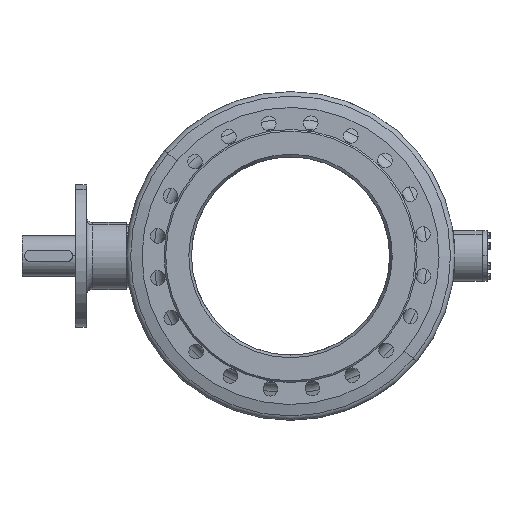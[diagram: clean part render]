
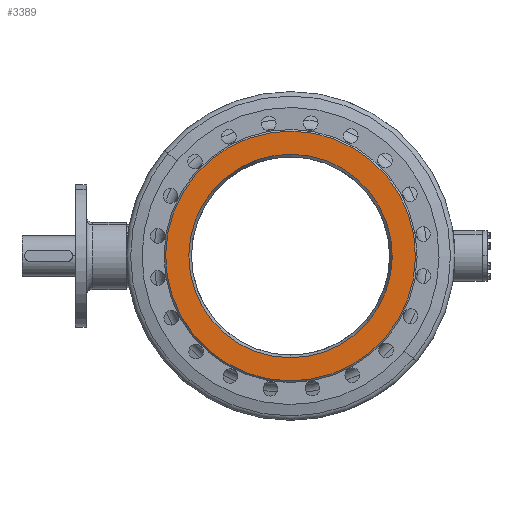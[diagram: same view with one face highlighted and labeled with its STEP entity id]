
A CAD part, left-side view. The second image highlights one B-rep face of the part: STEP entity #3389.
In plain terms, the highlighted face is planar.
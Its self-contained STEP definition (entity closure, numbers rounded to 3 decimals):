
#225 = DIRECTION ( 'NONE',  ( 0., 0., 1. ) ) ;
#489 = CARTESIAN_POINT ( 'NONE',  ( 250., 0., 58. ) ) ;
#716 = EDGE_LOOP ( 'NONE', ( #4455, #8963 ) ) ;
#1256 = CIRCLE ( 'NONE', #11770, 307. ) ;
#1489 = CARTESIAN_POINT ( 'NONE',  ( 0., 0., 58. ) ) ;
#1562 = ORIENTED_EDGE ( 'NONE', *, *, #6270, .T. ) ;
#1737 = CARTESIAN_POINT ( 'NONE',  ( 0., 0., 58. ) ) ;
#2088 = ORIENTED_EDGE ( 'NONE', *, *, #3711, .T. ) ;
#2607 = AXIS2_PLACEMENT_3D ( 'NONE', #1737, #7615, #11551 ) ;
#2737 = AXIS2_PLACEMENT_3D ( 'NONE', #9833, #11893, #10928 ) ;
#3389 = ADVANCED_FACE ( 'NONE', ( #8230, #10352 ), #5431, .T. ) ;
#3711 = EDGE_CURVE ( 'NONE', #11631, #4334, #8317, .T. ) ;
#4334 = VERTEX_POINT ( 'NONE', #5771 ) ;
#4382 = DIRECTION ( 'NONE',  ( 1., 0., 0. ) ) ;
#4455 = ORIENTED_EDGE ( 'NONE', *, *, #10568, .F. ) ;
#4667 = VERTEX_POINT ( 'NONE', #489 ) ;
#5431 = PLANE ( 'NONE',  #8750 ) ;
#5771 = CARTESIAN_POINT ( 'NONE',  ( -307., 0., 58. ) ) ;
#6217 = DIRECTION ( 'NONE',  ( 1., 0., 0. ) ) ;
#6270 = EDGE_CURVE ( 'NONE', #4334, #11631, #1256, .T. ) ;
#6339 = CARTESIAN_POINT ( 'NONE',  ( 0., 0., 58. ) ) ;
#6430 = EDGE_LOOP ( 'NONE', ( #1562, #2088 ) ) ;
#6575 = CIRCLE ( 'NONE', #8250, 250. ) ;
#7573 = EDGE_CURVE ( 'NONE', #10233, #4667, #6575, .T. ) ;
#7615 = DIRECTION ( 'NONE',  ( 0., 0., 1. ) ) ;
#8098 = DIRECTION ( 'NONE',  ( 1., 0., 0. ) ) ;
#8149 = CARTESIAN_POINT ( 'NONE',  ( 0., 0., 58. ) ) ;
#8230 = FACE_OUTER_BOUND ( 'NONE', #6430, .T. ) ;
#8250 = AXIS2_PLACEMENT_3D ( 'NONE', #1489, #225, #8098 ) ;
#8317 = CIRCLE ( 'NONE', #2737, 307. ) ;
#8606 = CIRCLE ( 'NONE', #2607, 250. ) ;
#8750 = AXIS2_PLACEMENT_3D ( 'NONE', #6339, #11129, #6217 ) ;
#8963 = ORIENTED_EDGE ( 'NONE', *, *, #7573, .F. ) ;
#9181 = CARTESIAN_POINT ( 'NONE',  ( 307., 0., 58. ) ) ;
#9833 = CARTESIAN_POINT ( 'NONE',  ( 0., 0., 58. ) ) ;
#10233 = VERTEX_POINT ( 'NONE', #10736 ) ;
#10352 = FACE_BOUND ( 'NONE', #716, .T. ) ;
#10568 = EDGE_CURVE ( 'NONE', #4667, #10233, #8606, .T. ) ;
#10736 = CARTESIAN_POINT ( 'NONE',  ( -250., 0., 58. ) ) ;
#10928 = DIRECTION ( 'NONE',  ( 1., 0., 0. ) ) ;
#11129 = DIRECTION ( 'NONE',  ( 0., 0., 1. ) ) ;
#11551 = DIRECTION ( 'NONE',  ( 1., 0., 0. ) ) ;
#11631 = VERTEX_POINT ( 'NONE', #9181 ) ;
#11770 = AXIS2_PLACEMENT_3D ( 'NONE', #8149, #12131, #4382 ) ;
#11893 = DIRECTION ( 'NONE',  ( 0., 0., 1. ) ) ;
#12131 = DIRECTION ( 'NONE',  ( 0., 0., 1. ) ) ;
